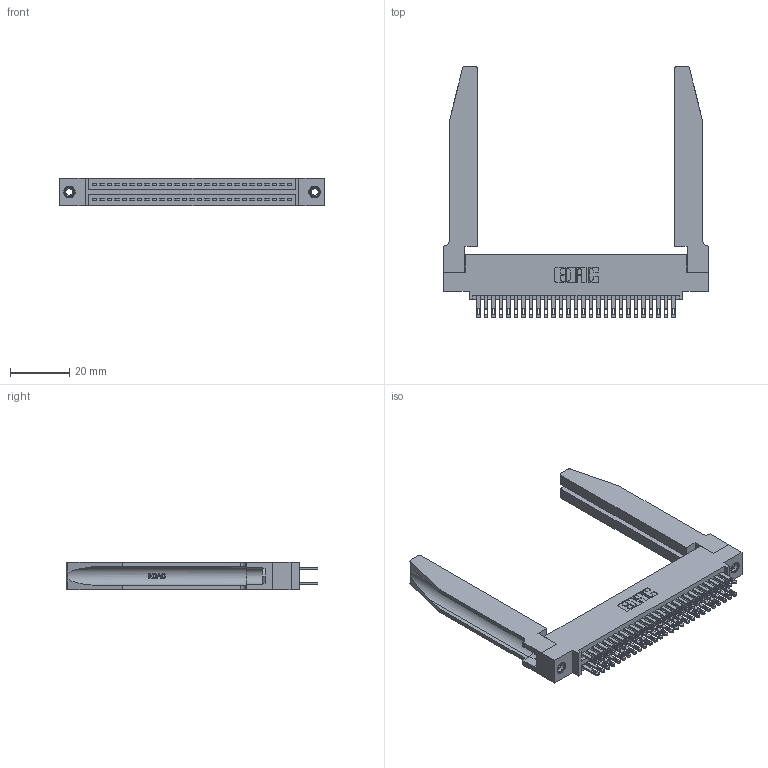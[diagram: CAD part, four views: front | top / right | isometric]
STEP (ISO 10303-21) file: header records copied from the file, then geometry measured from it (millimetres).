
FILE_DESCRIPTION (( 'STEP AP203' ), '1' );
FILE_NAME ('345-054-500-578.STEP', '2019-10-29T18:02:08', ( '' ), ( '' ), 'SwSTEP 2.0', 'SolidWorks 2016', '' );
FILE_SCHEMA (( 'CONFIG_CONTROL_DESIGN' ));
Length unit declared in the file: inch
Products named in the file (5): 345-250-001_345-250-001-102; 345 Part_0.110 Offset - 0.156 Dia-TH; 345-054-500-578; 345-220-078_345-220-078; 345-292-001_345-293-100
Assembly tree (59 placements, depth 2):
  345-054-500-578
    345 Part_0.110 Offset - 0.156 Dia-TH
    345-292-001_345-293-100  x54
    345-250-001_345-250-001-102  x2
    345-220-078_345-220-078  x2
Bounding box: 89.81 x 85.27 x 9.4 mm (x, y, z)
Volume: 16447.5 mm3; surface area: 20017.7 mm2
Topology: 59 solids, 59 shells, 2848 faces, 8575 edges, 5706 vertices
Faces by surface type: plane 1684, cylinder 1112, bspline 36, cone 12, torus 4
Entity records: 28006 total; most frequent: CARTESIAN_POINT 5627, ORIENTED_EDGE 4458, DIRECTION 3975, EDGE_CURVE 2229, VECTOR 1891, LINE 1891, VERTEX_POINT 1480, AXIS2_PLACEMENT_3D 1042
